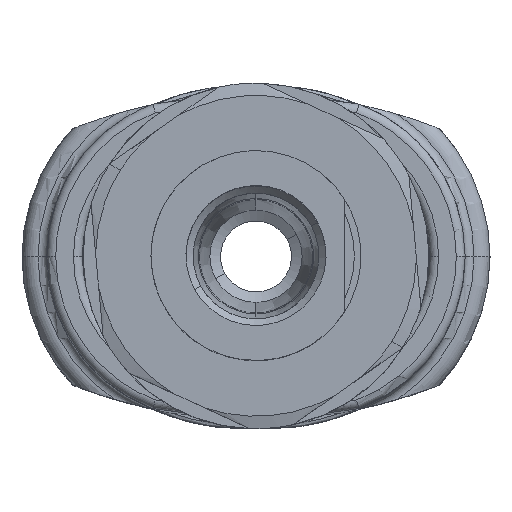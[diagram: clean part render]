
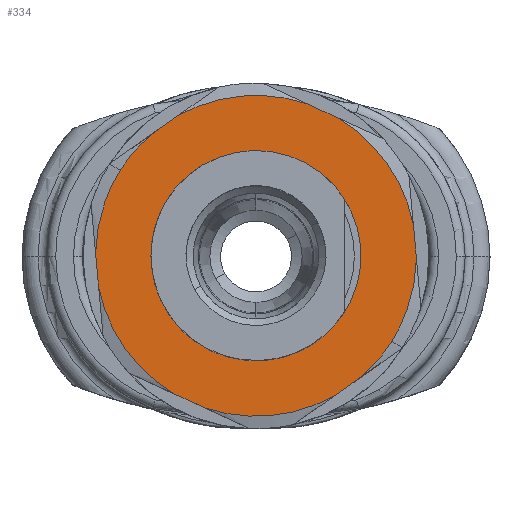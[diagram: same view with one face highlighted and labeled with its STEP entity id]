
A CAD part, top view. The second image highlights one B-rep face of the part: STEP entity #334.
In plain terms, the highlighted planar face has unit normal (0, 0, 1).
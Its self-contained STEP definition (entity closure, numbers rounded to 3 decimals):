
#158=AXIS2_PLACEMENT_3D('Plane Axis2P3D',#155,#156,#157) ;
#318=AXIS2_PLACEMENT_3D('Circle Axis2P3D',#316,#317,$) ;
#327=AXIS2_PLACEMENT_3D('Circle Axis2P3D',#325,#326,$) ;
#155=CARTESIAN_POINT('Axis2P3D Location',(13.2,9.75,45.75)) ;
#161=CARTESIAN_POINT('Control Point',(20.86,4.93,45.75)) ;
#162=CARTESIAN_POINT('Control Point',(20.581,4.486,45.75)) ;
#163=CARTESIAN_POINT('Control Point',(20.269,4.063,45.75)) ;
#164=CARTESIAN_POINT('Control Point',(19.928,3.663,45.75)) ;
#165=CARTESIAN_POINT('Control Point',(19.558,3.289,45.75)) ;
#166=CARTESIAN_POINT('Control Point',(19.164,2.943,45.75)) ;
#167=CARTESIAN_POINT('Vertex',(20.86,4.93,45.75)) ;
#169=CARTESIAN_POINT('Vertex',(19.164,2.943,45.75)) ;
#173=CARTESIAN_POINT('Control Point',(22.249,9.62,45.75)) ;
#174=CARTESIAN_POINT('Control Point',(22.236,8.735,45.75)) ;
#175=CARTESIAN_POINT('Control Point',(22.116,7.853,45.75)) ;
#176=CARTESIAN_POINT('Control Point',(21.887,6.989,45.75)) ;
#177=CARTESIAN_POINT('Control Point',(21.516,6.063,45.75)) ;
#178=CARTESIAN_POINT('Control Point',(21.026,5.202,45.75)) ;
#179=CARTESIAN_POINT('Control Point',(20.972,5.111,45.75)) ;
#180=CARTESIAN_POINT('Control Point',(20.916,5.02,45.75)) ;
#181=CARTESIAN_POINT('Control Point',(20.86,4.93,45.75)) ;
#182=CARTESIAN_POINT('Vertex',(22.249,9.62,45.75)) ;
#185=CARTESIAN_POINT('Line Origine',(22.163,10.566,45.75)) ;
#189=CARTESIAN_POINT('Vertex',(22.077,11.512,45.75)) ;
#193=CARTESIAN_POINT('Control Point',(17.837,17.522,45.75)) ;
#194=CARTESIAN_POINT('Control Point',(18.597,17.068,45.75)) ;
#195=CARTESIAN_POINT('Control Point',(19.301,16.523,45.75)) ;
#196=CARTESIAN_POINT('Control Point',(19.934,15.893,45.75)) ;
#197=CARTESIAN_POINT('Control Point',(20.877,14.693,45.75)) ;
#198=CARTESIAN_POINT('Control Point',(21.548,13.329,45.75)) ;
#199=CARTESIAN_POINT('Control Point',(21.778,12.738,45.75)) ;
#200=CARTESIAN_POINT('Control Point',(21.954,12.13,45.75)) ;
#201=CARTESIAN_POINT('Control Point',(22.077,11.512,45.75)) ;
#202=CARTESIAN_POINT('Vertex',(17.837,17.522,45.75)) ;
#205=CARTESIAN_POINT('Line Origine',(16.975,17.92,45.75)) ;
#209=CARTESIAN_POINT('Vertex',(16.113,18.318,45.75)) ;
#213=CARTESIAN_POINT('Control Point',(8.788,17.652,45.75)) ;
#214=CARTESIAN_POINT('Control Point',(9.56,18.083,45.75)) ;
#215=CARTESIAN_POINT('Control Point',(10.385,18.42,45.75)) ;
#216=CARTESIAN_POINT('Control Point',(11.247,18.654,45.75)) ;
#217=CARTESIAN_POINT('Control Point',(12.758,18.87,45.75)) ;
#218=CARTESIAN_POINT('Control Point',(14.275,18.769,45.75)) ;
#219=CARTESIAN_POINT('Control Point',(14.901,18.672,45.75)) ;
#220=CARTESIAN_POINT('Control Point',(15.516,18.521,45.75)) ;
#221=CARTESIAN_POINT('Control Point',(16.113,18.318,45.75)) ;
#222=CARTESIAN_POINT('Vertex',(8.788,17.652,45.75)) ;
#225=CARTESIAN_POINT('Line Origine',(8.012,17.104,45.75)) ;
#229=CARTESIAN_POINT('Vertex',(7.236,16.557,45.75)) ;
#233=CARTESIAN_POINT('Control Point',(5.54,14.57,45.75)) ;
#234=CARTESIAN_POINT('Control Point',(5.819,15.014,45.75)) ;
#235=CARTESIAN_POINT('Control Point',(6.131,15.437,45.75)) ;
#236=CARTESIAN_POINT('Control Point',(6.472,15.837,45.75)) ;
#237=CARTESIAN_POINT('Control Point',(6.842,16.211,45.75)) ;
#238=CARTESIAN_POINT('Control Point',(7.236,16.557,45.75)) ;
#239=CARTESIAN_POINT('Vertex',(5.54,14.57,45.75)) ;
#243=CARTESIAN_POINT('Control Point',(4.151,9.88,45.75)) ;
#244=CARTESIAN_POINT('Control Point',(4.164,10.765,45.75)) ;
#245=CARTESIAN_POINT('Control Point',(4.284,11.647,45.75)) ;
#246=CARTESIAN_POINT('Control Point',(4.513,12.511,45.75)) ;
#247=CARTESIAN_POINT('Control Point',(4.884,13.437,45.75)) ;
#248=CARTESIAN_POINT('Control Point',(5.374,14.298,45.75)) ;
#249=CARTESIAN_POINT('Control Point',(5.428,14.389,45.75)) ;
#250=CARTESIAN_POINT('Control Point',(5.484,14.48,45.75)) ;
#251=CARTESIAN_POINT('Control Point',(5.54,14.57,45.75)) ;
#252=CARTESIAN_POINT('Vertex',(4.151,9.88,45.75)) ;
#255=CARTESIAN_POINT('Line Origine',(4.237,8.934,45.75)) ;
#259=CARTESIAN_POINT('Vertex',(4.323,7.988,45.75)) ;
#263=CARTESIAN_POINT('Control Point',(8.563,1.978,45.75)) ;
#264=CARTESIAN_POINT('Control Point',(7.803,2.432,45.75)) ;
#265=CARTESIAN_POINT('Control Point',(7.099,2.977,45.75)) ;
#266=CARTESIAN_POINT('Control Point',(6.466,3.607,45.75)) ;
#267=CARTESIAN_POINT('Control Point',(5.523,4.807,45.75)) ;
#268=CARTESIAN_POINT('Control Point',(4.852,6.171,45.75)) ;
#269=CARTESIAN_POINT('Control Point',(4.622,6.762,45.75)) ;
#270=CARTESIAN_POINT('Control Point',(4.446,7.37,45.75)) ;
#271=CARTESIAN_POINT('Control Point',(4.323,7.988,45.75)) ;
#272=CARTESIAN_POINT('Vertex',(8.563,1.978,45.75)) ;
#275=CARTESIAN_POINT('Line Origine',(9.425,1.58,45.75)) ;
#279=CARTESIAN_POINT('Vertex',(10.287,1.182,45.75)) ;
#283=CARTESIAN_POINT('Control Point',(17.612,1.848,45.75)) ;
#284=CARTESIAN_POINT('Control Point',(16.84,1.417,45.75)) ;
#285=CARTESIAN_POINT('Control Point',(16.015,1.08,45.75)) ;
#286=CARTESIAN_POINT('Control Point',(15.153,0.846,45.75)) ;
#287=CARTESIAN_POINT('Control Point',(13.642,0.63,45.75)) ;
#288=CARTESIAN_POINT('Control Point',(12.125,0.731,45.75)) ;
#289=CARTESIAN_POINT('Control Point',(11.499,0.828,45.75)) ;
#290=CARTESIAN_POINT('Control Point',(10.884,0.979,45.75)) ;
#291=CARTESIAN_POINT('Control Point',(10.287,1.182,45.75)) ;
#292=CARTESIAN_POINT('Vertex',(17.612,1.848,45.75)) ;
#295=CARTESIAN_POINT('Line Origine',(18.388,2.396,45.75)) ;
#316=CARTESIAN_POINT('Axis2P3D Location',(13.2,9.75,45.75)) ;
#320=CARTESIAN_POINT('Vertex',(7.294,9.213,45.75)) ;
#322=CARTESIAN_POINT('Vertex',(19.106,10.287,45.75)) ;
#325=CARTESIAN_POINT('Axis2P3D Location',(13.2,9.75,45.75)) ;
#156=DIRECTION('Axis2P3D Direction',(0.,0.,1.)) ;
#157=DIRECTION('Axis2P3D XDirection',(0.996,0.091,0.)) ;
#186=DIRECTION('Vector Direction',(0.091,-0.996,0.)) ;
#206=DIRECTION('Vector Direction',(0.908,-0.419,0.)) ;
#226=DIRECTION('Vector Direction',(0.817,0.576,0.)) ;
#256=DIRECTION('Vector Direction',(-0.091,0.996,0.)) ;
#276=DIRECTION('Vector Direction',(-0.908,0.419,0.)) ;
#296=DIRECTION('Vector Direction',(-0.817,-0.576,0.)) ;
#317=DIRECTION('Axis2P3D Direction',(0.,0.,1.)) ;
#326=DIRECTION('Axis2P3D Direction',(0.,0.,1.)) ;
#187=VECTOR('Line Direction',#186,1.) ;
#207=VECTOR('Line Direction',#206,1.) ;
#227=VECTOR('Line Direction',#226,1.) ;
#257=VECTOR('Line Direction',#256,1.) ;
#277=VECTOR('Line Direction',#276,1.) ;
#297=VECTOR('Line Direction',#296,1.) ;
#301=ORIENTED_EDGE('',*,*,#171,.F.) ;
#302=ORIENTED_EDGE('',*,*,#184,.F.) ;
#303=ORIENTED_EDGE('',*,*,#191,.F.) ;
#304=ORIENTED_EDGE('',*,*,#204,.F.) ;
#305=ORIENTED_EDGE('',*,*,#211,.F.) ;
#306=ORIENTED_EDGE('',*,*,#224,.F.) ;
#307=ORIENTED_EDGE('',*,*,#231,.F.) ;
#308=ORIENTED_EDGE('',*,*,#241,.F.) ;
#309=ORIENTED_EDGE('',*,*,#254,.F.) ;
#310=ORIENTED_EDGE('',*,*,#261,.F.) ;
#311=ORIENTED_EDGE('',*,*,#274,.F.) ;
#312=ORIENTED_EDGE('',*,*,#281,.F.) ;
#313=ORIENTED_EDGE('',*,*,#294,.F.) ;
#314=ORIENTED_EDGE('',*,*,#299,.F.) ;
#331=ORIENTED_EDGE('',*,*,#324,.F.) ;
#332=ORIENTED_EDGE('',*,*,#329,.F.) ;
#333=FACE_BOUND('',#330,.T.) ;
#334=ADVANCED_FACE('Hauptk\X2\00F6\X0\rper',(#315,#333),#159,.T.) ;
#160=B_SPLINE_CURVE_WITH_KNOTS('',5,(#161,#162,#163,#164,#165,#166),.UNSPECIFIED.,.F.,.U.,(6,6),(0.,3.71),.UNSPECIFIED.) ;
#172=B_SPLINE_CURVE_WITH_KNOTS('',5,(#173,#174,#175,#176,#177,#178,#179,#180,#181),.UNSPECIFIED.,.F.,.U.,(6,3,6),(0.,6.266,7.019),.UNSPECIFIED.) ;
#192=B_SPLINE_CURVE_WITH_KNOTS('',5,(#193,#194,#195,#196,#197,#198,#199,#200,#201),.UNSPECIFIED.,.F.,.U.,(6,3,6),(0.,6.265,10.732),.UNSPECIFIED.) ;
#212=B_SPLINE_CURVE_WITH_KNOTS('',5,(#213,#214,#215,#216,#217,#218,#219,#220,#221),.UNSPECIFIED.,.F.,.U.,(6,3,6),(0.,6.265,10.732),.UNSPECIFIED.) ;
#232=B_SPLINE_CURVE_WITH_KNOTS('',5,(#233,#234,#235,#236,#237,#238),.UNSPECIFIED.,.F.,.U.,(6,6),(0.,3.71),.UNSPECIFIED.) ;
#242=B_SPLINE_CURVE_WITH_KNOTS('',5,(#243,#244,#245,#246,#247,#248,#249,#250,#251),.UNSPECIFIED.,.F.,.U.,(6,3,6),(0.,6.266,7.019),.UNSPECIFIED.) ;
#262=B_SPLINE_CURVE_WITH_KNOTS('',5,(#263,#264,#265,#266,#267,#268,#269,#270,#271),.UNSPECIFIED.,.F.,.U.,(6,3,6),(0.,6.265,10.732),.UNSPECIFIED.) ;
#282=B_SPLINE_CURVE_WITH_KNOTS('',5,(#283,#284,#285,#286,#287,#288,#289,#290,#291),.UNSPECIFIED.,.F.,.U.,(6,3,6),(0.,6.265,10.732),.UNSPECIFIED.) ;
#319=CIRCLE('generated circle',#318,5.93) ;
#328=CIRCLE('generated circle',#327,5.93) ;
#171=EDGE_CURVE('',#168,#170,#160,.T.) ;
#184=EDGE_CURVE('',#183,#168,#172,.T.) ;
#191=EDGE_CURVE('',#190,#183,#188,.T.) ;
#204=EDGE_CURVE('',#203,#190,#192,.T.) ;
#211=EDGE_CURVE('',#210,#203,#208,.T.) ;
#224=EDGE_CURVE('',#223,#210,#212,.T.) ;
#231=EDGE_CURVE('',#230,#223,#228,.T.) ;
#241=EDGE_CURVE('',#240,#230,#232,.T.) ;
#254=EDGE_CURVE('',#253,#240,#242,.T.) ;
#261=EDGE_CURVE('',#260,#253,#258,.T.) ;
#274=EDGE_CURVE('',#273,#260,#262,.T.) ;
#281=EDGE_CURVE('',#280,#273,#278,.T.) ;
#294=EDGE_CURVE('',#293,#280,#282,.T.) ;
#299=EDGE_CURVE('',#170,#293,#298,.T.) ;
#324=EDGE_CURVE('',#321,#323,#319,.T.) ;
#329=EDGE_CURVE('',#323,#321,#328,.T.) ;
#300=EDGE_LOOP('',(#301,#302,#303,#304,#305,#306,#307,#308,#309,#310,#311,#312,#313,#314)) ;
#330=EDGE_LOOP('',(#331,#332)) ;
#315=FACE_OUTER_BOUND('',#300,.T.) ;
#188=LINE('Line',#185,#187) ;
#208=LINE('Line',#205,#207) ;
#228=LINE('Line',#225,#227) ;
#258=LINE('Line',#255,#257) ;
#278=LINE('Line',#275,#277) ;
#298=LINE('Line',#295,#297) ;
#159=PLANE('',#158) ;
#168=VERTEX_POINT('',#167) ;
#170=VERTEX_POINT('',#169) ;
#183=VERTEX_POINT('',#182) ;
#190=VERTEX_POINT('',#189) ;
#203=VERTEX_POINT('',#202) ;
#210=VERTEX_POINT('',#209) ;
#223=VERTEX_POINT('',#222) ;
#230=VERTEX_POINT('',#229) ;
#240=VERTEX_POINT('',#239) ;
#253=VERTEX_POINT('',#252) ;
#260=VERTEX_POINT('',#259) ;
#273=VERTEX_POINT('',#272) ;
#280=VERTEX_POINT('',#279) ;
#293=VERTEX_POINT('',#292) ;
#321=VERTEX_POINT('',#320) ;
#323=VERTEX_POINT('',#322) ;
